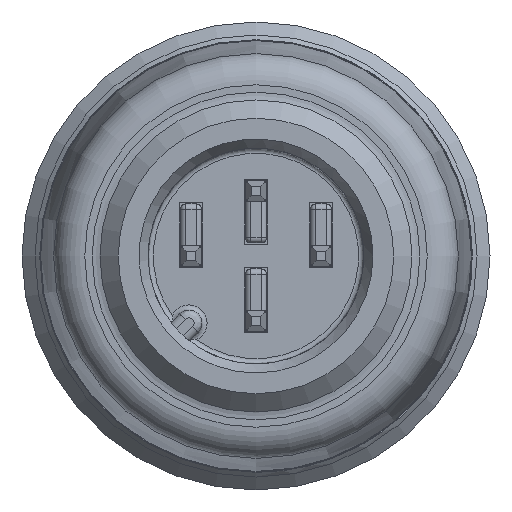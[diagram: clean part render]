
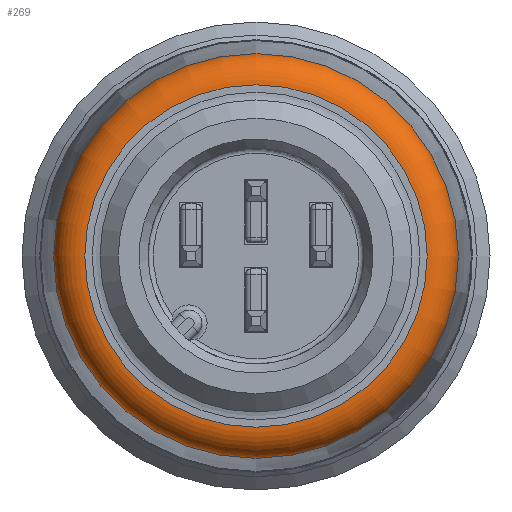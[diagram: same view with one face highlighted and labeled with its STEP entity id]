
A CAD part, front view. The second image highlights one B-rep face of the part: STEP entity #269.
In plain terms, the highlighted toroidal (fillet/blend) face has major radius 6.587 mm and minor radius 1.2 mm.
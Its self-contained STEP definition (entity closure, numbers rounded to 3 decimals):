
#269 = ADVANCED_FACE( '', ( #664, #665 ), #666, .T. );
#664 = FACE_OUTER_BOUND( '', #1204, .T. );
#665 = FACE_OUTER_BOUND( '', #1205, .T. );
#666 = TOROIDAL_SURFACE( '', #1206, 6.587, 1.2 );
#1204 = EDGE_LOOP( '', ( #1999 ) );
#1205 = EDGE_LOOP( '', ( #2000 ) );
#1206 = AXIS2_PLACEMENT_3D( '', #2001, #2002, #2003 );
#1999 = ORIENTED_EDGE( '', *, *, #3283, .F. );
#2000 = ORIENTED_EDGE( '', *, *, #3284, .F. );
#2001 = CARTESIAN_POINT( '', ( 0., -85.25, 0. ) );
#2002 = DIRECTION( '', ( 0., 1., 0. ) );
#2003 = DIRECTION( '', ( 1., 0., 0. ) );
#3283 = EDGE_CURVE( '', #3970, #3970, #3971, .T. );
#3284 = EDGE_CURVE( '', #3972, #3972, #3973, .F. );
#3970 = VERTEX_POINT( '', #4887 );
#3971 = CIRCLE( '', #4888, 7.783 );
#3972 = VERTEX_POINT( '', #4889 );
#3973 = CIRCLE( '', #4890, 6.587 );
#4887 = CARTESIAN_POINT( '', ( 0., -85.34, 7.783 ) );
#4888 = AXIS2_PLACEMENT_3D( '', #5838, #5839, #5840 );
#4889 = CARTESIAN_POINT( '', ( 6.587, -86.45, 0. ) );
#4890 = AXIS2_PLACEMENT_3D( '', #5841, #5842, #5843 );
#5838 = CARTESIAN_POINT( '', ( 0., -85.34, 0. ) );
#5839 = DIRECTION( '', ( 0., 1., 0. ) );
#5840 = DIRECTION( '', ( 0., 0., 1. ) );
#5841 = CARTESIAN_POINT( '', ( 0., -86.45, 0. ) );
#5842 = DIRECTION( '', ( 0., 1., 0. ) );
#5843 = DIRECTION( '', ( 1., 0., 0. ) );
